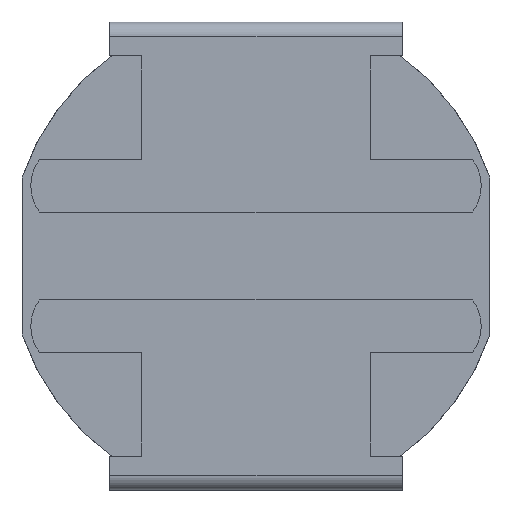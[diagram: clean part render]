
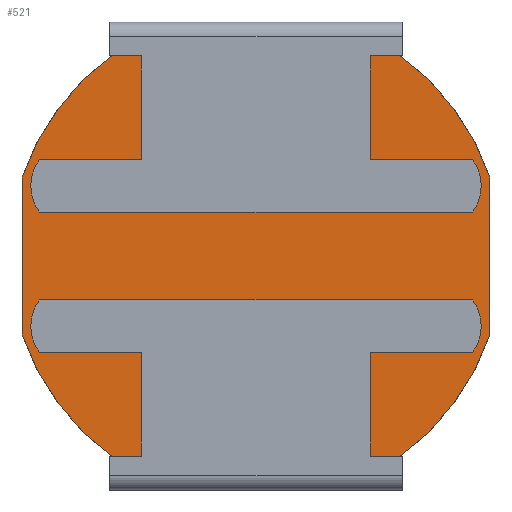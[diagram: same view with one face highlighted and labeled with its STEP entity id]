
A CAD part, front view. The second image highlights one B-rep face of the part: STEP entity #521.
In plain terms, the highlighted planar face has unit normal (0, -1, 0).
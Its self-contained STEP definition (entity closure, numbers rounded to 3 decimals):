
#7 = DIRECTION ( 'NONE',  ( 0., 0., -1. ) ) ;
#24 = CARTESIAN_POINT ( 'NONE',  ( 0., 0.2, 0. ) ) ;
#75 = VERTEX_POINT ( 'NONE', #671 ) ;
#111 = CARTESIAN_POINT ( 'NONE',  ( -4., 0.2, -1.333 ) ) ;
#141 = EDGE_CURVE ( 'NONE', #75, #1847, #912, .T. ) ;
#200 = DIRECTION ( 'NONE',  ( 0., 1., 0. ) ) ;
#214 = EDGE_CURVE ( 'NONE', #1618, #961, #351, .T. ) ;
#248 = LINE ( 'NONE', #2108, #1535 ) ;
#255 = DIRECTION ( 'NONE',  ( 1., 0., 0. ) ) ;
#279 = CARTESIAN_POINT ( 'NONE',  ( 0., 0.2, 0. ) ) ;
#284 = CIRCLE ( 'NONE', #2020, 4.216 ) ;
#347 = PLANE ( 'NONE',  #1408 ) ;
#351 = CIRCLE ( 'NONE', #1245, 4.216 ) ;
#400 = CARTESIAN_POINT ( 'NONE',  ( 0., 0.2, 0. ) ) ;
#434 = EDGE_CURVE ( 'NONE', #1873, #1617, #2195, .T. ) ;
#496 = ORIENTED_EDGE ( 'NONE', *, *, #214, .F. ) ;
#516 = ORIENTED_EDGE ( 'NONE', *, *, #968, .F. ) ;
#521 = ADVANCED_FACE ( 'NONE', ( #1912 ), #347, .T. ) ;
#526 = CIRCLE ( 'NONE', #1834, 4.216 ) ;
#532 = ORIENTED_EDGE ( 'NONE', *, *, #2006, .T. ) ;
#650 = ORIENTED_EDGE ( 'NONE', *, *, #434, .F. ) ;
#660 = CIRCLE ( 'NONE', #1756, 4.216 ) ;
#671 = CARTESIAN_POINT ( 'NONE',  ( -1.827, 0.2, -3.8 ) ) ;
#680 = VERTEX_POINT ( 'NONE', #1312 ) ;
#718 = CARTESIAN_POINT ( 'NONE',  ( 1.827, 0.2, 3.8 ) ) ;
#770 = DIRECTION ( 'NONE',  ( 0., 0., -1. ) ) ;
#781 = ORIENTED_EDGE ( 'NONE', *, *, #2059, .F. ) ;
#803 = VECTOR ( 'NONE', #255, 1000. ) ;
#859 = CARTESIAN_POINT ( 'NONE',  ( -4., 0.2, 1.333 ) ) ;
#897 = DIRECTION ( 'NONE',  ( 0., 0., -1. ) ) ;
#912 = LINE ( 'NONE', #1411, #803 ) ;
#961 = VERTEX_POINT ( 'NONE', #1009 ) ;
#968 = EDGE_CURVE ( 'NONE', #961, #680, #1415, .T. ) ;
#1009 = CARTESIAN_POINT ( 'NONE',  ( 4., 0.2, 1.333 ) ) ;
#1084 = DIRECTION ( 'NONE',  ( 0., 0., 1. ) ) ;
#1111 = DIRECTION ( 'NONE',  ( -1., 0., 0. ) ) ;
#1142 = CARTESIAN_POINT ( 'NONE',  ( -1.827, 0.2, 3.8 ) ) ;
#1245 = AXIS2_PLACEMENT_3D ( 'NONE', #279, #1806, #770 ) ;
#1250 = VERTEX_POINT ( 'NONE', #1142 ) ;
#1312 = CARTESIAN_POINT ( 'NONE',  ( 4., 0.2, -1.333 ) ) ;
#1343 = EDGE_LOOP ( 'NONE', ( #2029, #781, #516, #496, #532, #1462, #650, #1641 ) ) ;
#1408 = AXIS2_PLACEMENT_3D ( 'NONE', #1875, #2081, #897 ) ;
#1411 = CARTESIAN_POINT ( 'NONE',  ( 0., 0.2, -3.8 ) ) ;
#1415 = LINE ( 'NONE', #2042, #1727 ) ;
#1429 = EDGE_CURVE ( 'NONE', #1617, #1250, #284, .T. ) ;
#1448 = EDGE_CURVE ( 'NONE', #75, #1873, #526, .T. ) ;
#1462 = ORIENTED_EDGE ( 'NONE', *, *, #1429, .F. ) ;
#1508 = DIRECTION ( 'NONE',  ( 0., 0., 1. ) ) ;
#1535 = VECTOR ( 'NONE', #1111, 1000. ) ;
#1543 = DIRECTION ( 'NONE',  ( 0., 0., 1. ) ) ;
#1582 = DIRECTION ( 'NONE',  ( 0., 0., -1. ) ) ;
#1617 = VERTEX_POINT ( 'NONE', #859 ) ;
#1618 = VERTEX_POINT ( 'NONE', #718 ) ;
#1641 = ORIENTED_EDGE ( 'NONE', *, *, #1448, .F. ) ;
#1727 = VECTOR ( 'NONE', #7, 1000. ) ;
#1756 = AXIS2_PLACEMENT_3D ( 'NONE', #1965, #2125, #1084 ) ;
#1778 = CARTESIAN_POINT ( 'NONE',  ( 1.827, 0.2, -3.8 ) ) ;
#1806 = DIRECTION ( 'NONE',  ( 0., 1., 0. ) ) ;
#1834 = AXIS2_PLACEMENT_3D ( 'NONE', #400, #2079, #1582 ) ;
#1847 = VERTEX_POINT ( 'NONE', #1778 ) ;
#1858 = VECTOR ( 'NONE', #1508, 1000. ) ;
#1873 = VERTEX_POINT ( 'NONE', #111 ) ;
#1875 = CARTESIAN_POINT ( 'NONE',  ( 0., 0.2, 0. ) ) ;
#1912 = FACE_OUTER_BOUND ( 'NONE', #1343, .T. ) ;
#1965 = CARTESIAN_POINT ( 'NONE',  ( 0., 0.2, 0. ) ) ;
#2006 = EDGE_CURVE ( 'NONE', #1618, #1250, #248, .T. ) ;
#2020 = AXIS2_PLACEMENT_3D ( 'NONE', #24, #200, #1543 ) ;
#2029 = ORIENTED_EDGE ( 'NONE', *, *, #141, .T. ) ;
#2042 = CARTESIAN_POINT ( 'NONE',  ( 4., 0.2, 1.333 ) ) ;
#2059 = EDGE_CURVE ( 'NONE', #680, #1847, #660, .T. ) ;
#2079 = DIRECTION ( 'NONE',  ( 0., 1., 0. ) ) ;
#2081 = DIRECTION ( 'NONE',  ( 0., -1., 0. ) ) ;
#2108 = CARTESIAN_POINT ( 'NONE',  ( 0., 0.2, 3.8 ) ) ;
#2125 = DIRECTION ( 'NONE',  ( 0., 1., 0. ) ) ;
#2193 = CARTESIAN_POINT ( 'NONE',  ( -4., 0.2, 1.333 ) ) ;
#2195 = LINE ( 'NONE', #2193, #1858 ) ;
